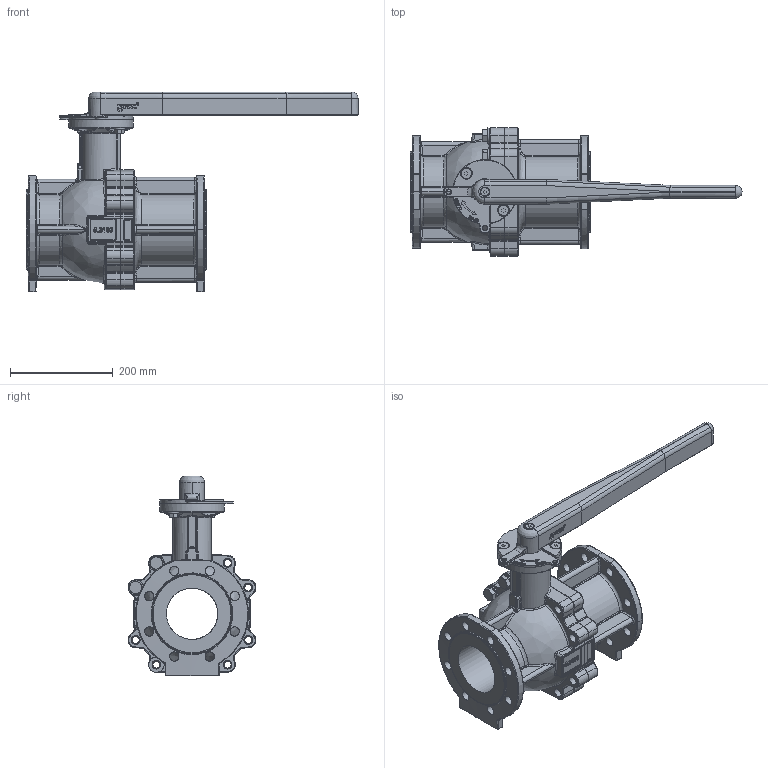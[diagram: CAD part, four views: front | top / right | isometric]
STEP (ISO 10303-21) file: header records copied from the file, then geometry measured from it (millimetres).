
FILE_DESCRIPTION(('HOOPS Exchange Step'),'2;1');
FILE_NAME('FK13000011.stp','2025-09-18T10:42:24+02:00',('nieru'),('Unknown organisation'),'HOOPS Exchange 2024.2','HOOPS Exchange','Unknown authorisation');
FILE_SCHEMA( ('AP203_CONFIGURATION_CONTROLLED_3D_DESIGN_OF_MECHANICAL_PARTS_AND_ASSEMBLIES_MIM_LF') );
Length unit declared in the file: millimetre
Products named in the file (4): 0; root
Assembly tree (3 placements, depth 3):
  root
    0
      0
      0
Bounding box: 645.8 x 248.94 x 389 mm (x, y, z)
Volume: 460239.3 mm3; surface area: 2051003.6 mm2
Topology: 4 solids, 1097 shells, 2504 faces, 9244 edges, 7814 vertices
Faces by surface type: bspline 846, cylinder 780, plane 560, torus 165, cone 70, sphere 58, extrusion 25
Full cylindrical faces by diameter (mm): 2.2 x4, 6.647 x1, 11 x4, 13.835 x6, 16 x2, 17 x10, 18 x16, 22.49 x2, 30 x3, 71 x1, 125 x1, 152 x2, 156 x2, 212 x1
Entity records: 259698 total; most frequent: CARTESIAN_POINT 196316, ORIENTED_EDGE 12603, EDGE_CURVE 9214, VERTEX_POINT 7815, DIRECTION 6613, B_SPLINE_CURVE_WITH_KNOTS 5911, EDGE_LOOP 2691, FACE_BOUND 2691
